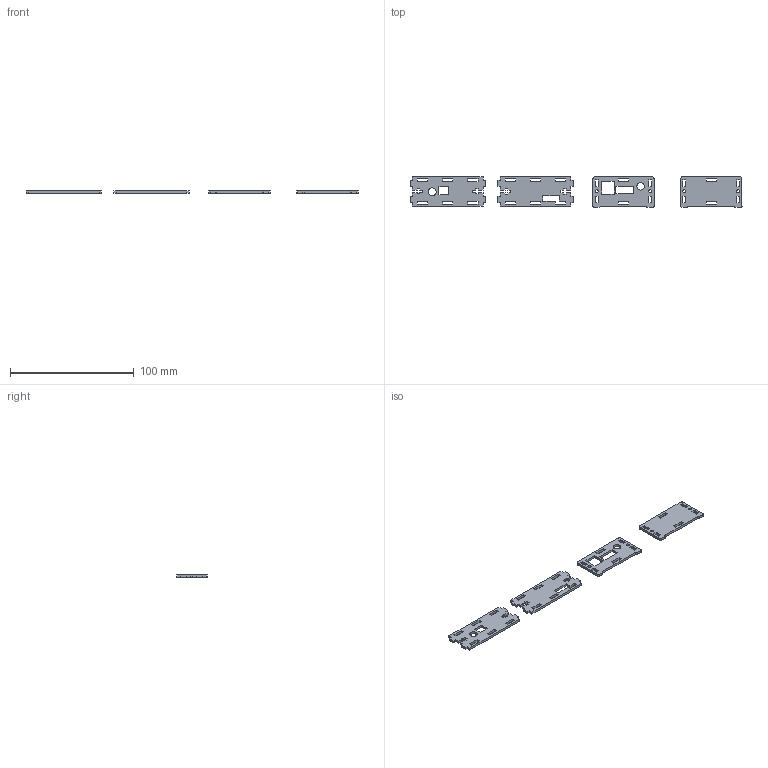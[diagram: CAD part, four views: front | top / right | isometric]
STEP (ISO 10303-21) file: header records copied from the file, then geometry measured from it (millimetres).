
FILE_DESCRIPTION(/* description */ (''),/* implementation_level */ '2;1');
FILE_NAME(/* name */ 'V2 - Thin Sides (3D adjusted).stp',/* time_stamp */ '2023-10-29T00:26:03-07:00',/* author */ (''),/* organization */ (''),/* preprocessor_version */ 'ST-DEVELOPER v15.2',/* originating_system */ 'Autodesk Translator Framework v2.0.0.5431',/* authorisation */ '');
FILE_SCHEMA (('AUTOMOTIVE_DESIGN { 1 0 10303 214 3 1 1 }'));
Length unit declared in the file: centimetre
Products named in the file (1): V2 - Thin (3D adjusted)
Bounding box: 268.25 x 25 x 2 mm (x, y, z)
Volume: 8633.6 mm3; surface area: 11464 mm2
Topology: 4 solids, 4 shells, 238 faces, 690 edges, 460 vertices
Faces by surface type: plane 220, cylinder 18
Full cylindrical faces by diameter (mm): 2.5 x4, 6 x1, 6.2 x1
Entity records: 7828 total; most frequent: CARTESIAN_POINT 1383, ORIENTED_EDGE 1368, DIRECTION 1198, EDGE_CURVE 684, LINE 648, VECTOR 648, VERTEX_POINT 460, EDGE_LOOP 310
